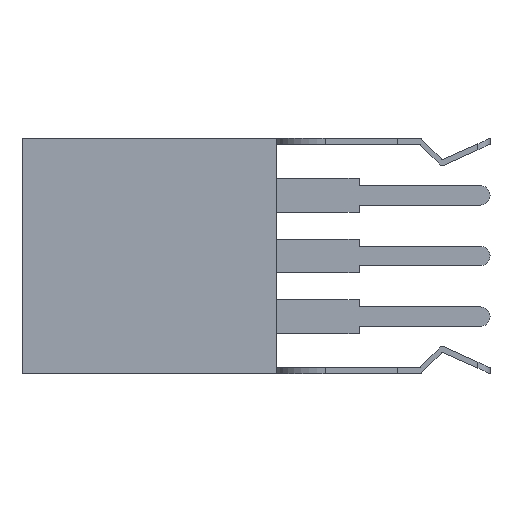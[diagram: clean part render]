
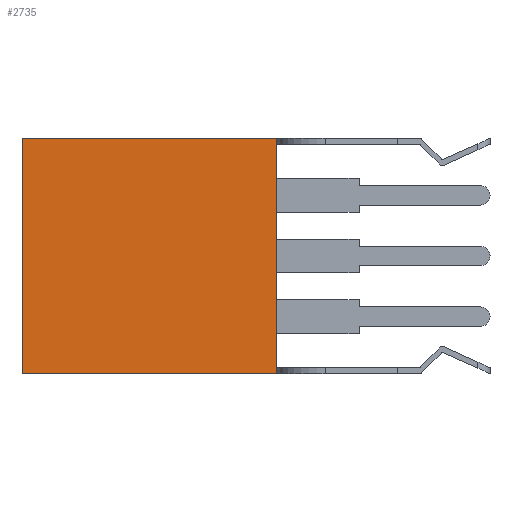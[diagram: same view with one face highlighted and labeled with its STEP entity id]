
A CAD part, left-side view. The second image highlights one B-rep face of the part: STEP entity #2735.
In plain terms, the highlighted planar face has unit normal (-1, 0, 0).
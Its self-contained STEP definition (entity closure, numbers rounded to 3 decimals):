
#161 = PLANE('',#162);
#162 = AXIS2_PLACEMENT_3D('',#163,#164,#165);
#163 = CARTESIAN_POINT('',(4.951,5.486,0.));
#164 = DIRECTION('',(0.,0.,1.));
#165 = DIRECTION('',(1.,0.,0.));
#728 = VERTEX_POINT('',#729);
#729 = CARTESIAN_POINT('',(4.2,5.,0.25));
#743 = PLANE('',#744);
#744 = AXIS2_PLACEMENT_3D('',#745,#746,#747);
#745 = CARTESIAN_POINT('',(4.2,5.,0.));
#746 = DIRECTION('',(0.,-1.,0.));
#747 = DIRECTION('',(-1.,0.,0.));
#771 = PLANE('',#772);
#772 = AXIS2_PLACEMENT_3D('',#773,#774,#775);
#773 = CARTESIAN_POINT('',(8.4,5.,0.25));
#774 = DIRECTION('',(0.,1.,0.));
#775 = DIRECTION('',(0.,0.,1.));
#1242 = VERTEX_POINT('',#1243);
#1243 = CARTESIAN_POINT('',(4.2,15.5,0.));
#1257 = PLANE('',#1258);
#1258 = AXIS2_PLACEMENT_3D('',#1259,#1260,#1261);
#1259 = CARTESIAN_POINT('',(9.2,15.5,0.));
#1260 = DIRECTION('',(0.,-1.,0.));
#1261 = DIRECTION('',(-1.,0.,0.));
#1269 = EDGE_CURVE('',#1242,#1270,#1272,.T.);
#1270 = VERTEX_POINT('',#1271);
#1271 = CARTESIAN_POINT('',(4.2,5.,0.));
#1272 = SURFACE_CURVE('',#1273,(#1277,#1284),.PCURVE_S1.);
#1273 = LINE('',#1274,#1275);
#1274 = CARTESIAN_POINT('',(4.2,15.5,0.));
#1275 = VECTOR('',#1276,1.);
#1276 = DIRECTION('',(0.,-1.,0.));
#1277 = PCURVE('',#161,#1278);
#1278 = DEFINITIONAL_REPRESENTATION('',(#1279),#1283);
#1279 = LINE('',#1280,#1281);
#1280 = CARTESIAN_POINT('',(-0.751,10.014));
#1281 = VECTOR('',#1282,1.);
#1282 = DIRECTION('',(0.,-1.));
#1283 = ( GEOMETRIC_REPRESENTATION_CONTEXT(2) 
PARAMETRIC_REPRESENTATION_CONTEXT() REPRESENTATION_CONTEXT('2D SPACE',''
  ) );
#1284 = PCURVE('',#1285,#1290);
#1285 = PLANE('',#1286);
#1286 = AXIS2_PLACEMENT_3D('',#1287,#1288,#1289);
#1287 = CARTESIAN_POINT('',(4.2,15.5,0.));
#1288 = DIRECTION('',(1.,0.,0.));
#1289 = DIRECTION('',(0.,-1.,0.));
#1290 = DEFINITIONAL_REPRESENTATION('',(#1291),#1295);
#1291 = LINE('',#1292,#1293);
#1292 = CARTESIAN_POINT('',(0.,0.));
#1293 = VECTOR('',#1294,1.);
#1294 = DIRECTION('',(1.,0.));
#1295 = ( GEOMETRIC_REPRESENTATION_CONTEXT(2) 
PARAMETRIC_REPRESENTATION_CONTEXT() REPRESENTATION_CONTEXT('2D SPACE',''
  ) );
#1958 = EDGE_CURVE('',#728,#1959,#1961,.T.);
#1959 = VERTEX_POINT('',#1960);
#1960 = CARTESIAN_POINT('',(4.2,5.,9.45));
#1961 = SURFACE_CURVE('',#1962,(#1966,#1973),.PCURVE_S1.);
#1962 = LINE('',#1963,#1964);
#1963 = CARTESIAN_POINT('',(4.2,5.,0.));
#1964 = VECTOR('',#1965,1.);
#1965 = DIRECTION('',(0.,0.,1.));
#1966 = PCURVE('',#771,#1967);
#1967 = DEFINITIONAL_REPRESENTATION('',(#1968),#1972);
#1968 = LINE('',#1969,#1970);
#1969 = CARTESIAN_POINT('',(-0.25,-4.2));
#1970 = VECTOR('',#1971,1.);
#1971 = DIRECTION('',(1.,0.));
#1972 = ( GEOMETRIC_REPRESENTATION_CONTEXT(2) 
PARAMETRIC_REPRESENTATION_CONTEXT() REPRESENTATION_CONTEXT('2D SPACE',''
  ) );
#1973 = PCURVE('',#1285,#1974);
#1974 = DEFINITIONAL_REPRESENTATION('',(#1975),#1979);
#1975 = LINE('',#1976,#1977);
#1976 = CARTESIAN_POINT('',(10.5,0.));
#1977 = VECTOR('',#1978,1.);
#1978 = DIRECTION('',(0.,-1.));
#1979 = ( GEOMETRIC_REPRESENTATION_CONTEXT(2) 
PARAMETRIC_REPRESENTATION_CONTEXT() REPRESENTATION_CONTEXT('2D SPACE',''
  ) );
#2387 = EDGE_CURVE('',#1270,#728,#2388,.T.);
#2388 = SURFACE_CURVE('',#2389,(#2393,#2400),.PCURVE_S1.);
#2389 = LINE('',#2390,#2391);
#2390 = CARTESIAN_POINT('',(4.2,5.,0.));
#2391 = VECTOR('',#2392,1.);
#2392 = DIRECTION('',(0.,0.,1.));
#2393 = PCURVE('',#743,#2394);
#2394 = DEFINITIONAL_REPRESENTATION('',(#2395),#2399);
#2395 = LINE('',#2396,#2397);
#2396 = CARTESIAN_POINT('',(0.,-0.));
#2397 = VECTOR('',#2398,1.);
#2398 = DIRECTION('',(0.,-1.));
#2399 = ( GEOMETRIC_REPRESENTATION_CONTEXT(2) 
PARAMETRIC_REPRESENTATION_CONTEXT() REPRESENTATION_CONTEXT('2D SPACE',''
  ) );
#2400 = PCURVE('',#1285,#2401);
#2401 = DEFINITIONAL_REPRESENTATION('',(#2402),#2406);
#2402 = LINE('',#2403,#2404);
#2403 = CARTESIAN_POINT('',(10.5,0.));
#2404 = VECTOR('',#2405,1.);
#2405 = DIRECTION('',(0.,-1.));
#2406 = ( GEOMETRIC_REPRESENTATION_CONTEXT(2) 
PARAMETRIC_REPRESENTATION_CONTEXT() REPRESENTATION_CONTEXT('2D SPACE',''
  ) );
#2499 = PLANE('',#2500);
#2500 = AXIS2_PLACEMENT_3D('',#2501,#2502,#2503);
#2501 = CARTESIAN_POINT('',(4.951,5.486,9.7));
#2502 = DIRECTION('',(0.,0.,1.));
#2503 = DIRECTION('',(1.,0.,0.));
#2692 = VERTEX_POINT('',#2693);
#2693 = CARTESIAN_POINT('',(4.2,15.5,9.7));
#2714 = EDGE_CURVE('',#1242,#2692,#2715,.T.);
#2715 = SURFACE_CURVE('',#2716,(#2720,#2727),.PCURVE_S1.);
#2716 = LINE('',#2717,#2718);
#2717 = CARTESIAN_POINT('',(4.2,15.5,0.));
#2718 = VECTOR('',#2719,1.);
#2719 = DIRECTION('',(0.,0.,1.));
#2720 = PCURVE('',#1257,#2721);
#2721 = DEFINITIONAL_REPRESENTATION('',(#2722),#2726);
#2722 = LINE('',#2723,#2724);
#2723 = CARTESIAN_POINT('',(5.,0.));
#2724 = VECTOR('',#2725,1.);
#2725 = DIRECTION('',(0.,-1.));
#2726 = ( GEOMETRIC_REPRESENTATION_CONTEXT(2) 
PARAMETRIC_REPRESENTATION_CONTEXT() REPRESENTATION_CONTEXT('2D SPACE',''
  ) );
#2727 = PCURVE('',#1285,#2728);
#2728 = DEFINITIONAL_REPRESENTATION('',(#2729),#2733);
#2729 = LINE('',#2730,#2731);
#2730 = CARTESIAN_POINT('',(0.,0.));
#2731 = VECTOR('',#2732,1.);
#2732 = DIRECTION('',(0.,-1.));
#2733 = ( GEOMETRIC_REPRESENTATION_CONTEXT(2) 
PARAMETRIC_REPRESENTATION_CONTEXT() REPRESENTATION_CONTEXT('2D SPACE',''
  ) );
#2735 = ADVANCED_FACE('',(#2736),#1285,.F.);
#2736 = FACE_BOUND('',#2737,.F.);
#2737 = EDGE_LOOP('',(#2738,#2739,#2762,#2788,#2789,#2790));
#2738 = ORIENTED_EDGE('',*,*,#2714,.T.);
#2739 = ORIENTED_EDGE('',*,*,#2740,.T.);
#2740 = EDGE_CURVE('',#2692,#2741,#2743,.T.);
#2741 = VERTEX_POINT('',#2742);
#2742 = CARTESIAN_POINT('',(4.2,5.,9.7));
#2743 = SURFACE_CURVE('',#2744,(#2748,#2755),.PCURVE_S1.);
#2744 = LINE('',#2745,#2746);
#2745 = CARTESIAN_POINT('',(4.2,15.5,9.7));
#2746 = VECTOR('',#2747,1.);
#2747 = DIRECTION('',(0.,-1.,0.));
#2748 = PCURVE('',#1285,#2749);
#2749 = DEFINITIONAL_REPRESENTATION('',(#2750),#2754);
#2750 = LINE('',#2751,#2752);
#2751 = CARTESIAN_POINT('',(0.,-9.7));
#2752 = VECTOR('',#2753,1.);
#2753 = DIRECTION('',(1.,0.));
#2754 = ( GEOMETRIC_REPRESENTATION_CONTEXT(2) 
PARAMETRIC_REPRESENTATION_CONTEXT() REPRESENTATION_CONTEXT('2D SPACE',''
  ) );
#2755 = PCURVE('',#2499,#2756);
#2756 = DEFINITIONAL_REPRESENTATION('',(#2757),#2761);
#2757 = LINE('',#2758,#2759);
#2758 = CARTESIAN_POINT('',(-0.751,10.014));
#2759 = VECTOR('',#2760,1.);
#2760 = DIRECTION('',(0.,-1.));
#2761 = ( GEOMETRIC_REPRESENTATION_CONTEXT(2) 
PARAMETRIC_REPRESENTATION_CONTEXT() REPRESENTATION_CONTEXT('2D SPACE',''
  ) );
#2762 = ORIENTED_EDGE('',*,*,#2763,.F.);
#2763 = EDGE_CURVE('',#1959,#2741,#2764,.T.);
#2764 = SURFACE_CURVE('',#2765,(#2769,#2776),.PCURVE_S1.);
#2765 = LINE('',#2766,#2767);
#2766 = CARTESIAN_POINT('',(4.2,5.,0.));
#2767 = VECTOR('',#2768,1.);
#2768 = DIRECTION('',(0.,0.,1.));
#2769 = PCURVE('',#1285,#2770);
#2770 = DEFINITIONAL_REPRESENTATION('',(#2771),#2775);
#2771 = LINE('',#2772,#2773);
#2772 = CARTESIAN_POINT('',(10.5,0.));
#2773 = VECTOR('',#2774,1.);
#2774 = DIRECTION('',(0.,-1.));
#2775 = ( GEOMETRIC_REPRESENTATION_CONTEXT(2) 
PARAMETRIC_REPRESENTATION_CONTEXT() REPRESENTATION_CONTEXT('2D SPACE',''
  ) );
#2776 = PCURVE('',#2777,#2782);
#2777 = PLANE('',#2778);
#2778 = AXIS2_PLACEMENT_3D('',#2779,#2780,#2781);
#2779 = CARTESIAN_POINT('',(4.2,5.,0.));
#2780 = DIRECTION('',(0.,-1.,0.));
#2781 = DIRECTION('',(-1.,0.,0.));
#2782 = DEFINITIONAL_REPRESENTATION('',(#2783),#2787);
#2783 = LINE('',#2784,#2785);
#2784 = CARTESIAN_POINT('',(0.,-0.));
#2785 = VECTOR('',#2786,1.);
#2786 = DIRECTION('',(0.,-1.));
#2787 = ( GEOMETRIC_REPRESENTATION_CONTEXT(2) 
PARAMETRIC_REPRESENTATION_CONTEXT() REPRESENTATION_CONTEXT('2D SPACE',''
  ) );
#2788 = ORIENTED_EDGE('',*,*,#1958,.F.);
#2789 = ORIENTED_EDGE('',*,*,#2387,.F.);
#2790 = ORIENTED_EDGE('',*,*,#1269,.F.);
